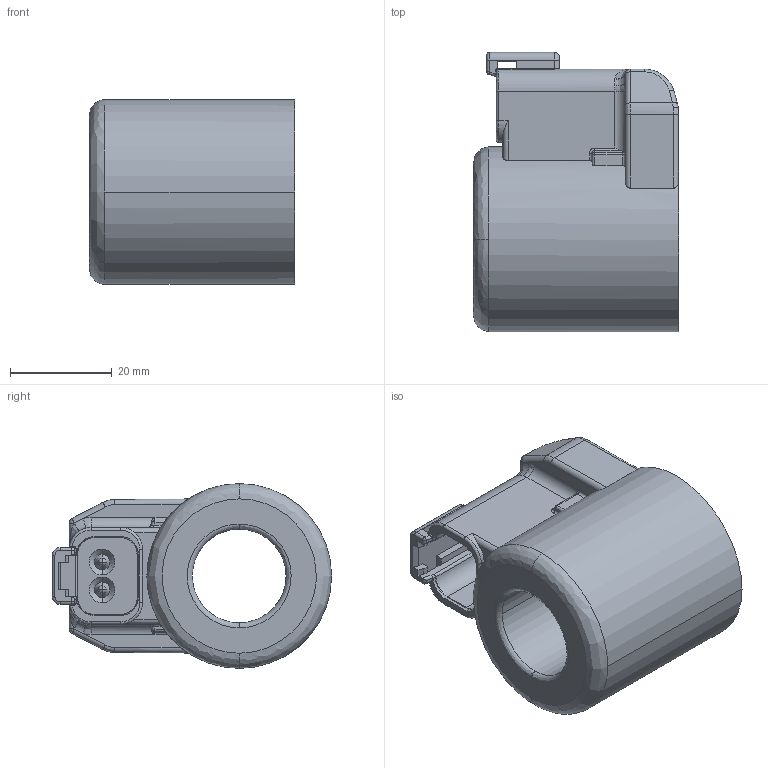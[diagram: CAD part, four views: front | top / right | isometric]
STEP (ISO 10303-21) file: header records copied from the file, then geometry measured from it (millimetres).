
FILE_DESCRIPTION (( 'STEP AP214' ), '1' );
FILE_NAME ('Magnetspule_36-40_Deutsch-Stecker.STEP', '2016-07-18T06:35:38', ( '' ), ( '' ), 'SwSTEP 2.0', 'SolidWorks 2014', '' );
FILE_SCHEMA (( 'AUTOMOTIVE_DESIGN' ));
Length unit declared in the file: millimetre
Products named in the file (1): Magnetspule_36-40_Deutsch-Stecker
Bounding box: 40.3 x 54.85 x 36.3 mm (x, y, z)
Volume: 40394.1 mm3; surface area: 11640.8 mm2
Topology: 1 solids, 1 shells, 222 faces, 546 edges, 316 vertices
Faces by surface type: cylinder 77, bspline 76, plane 61, cone 8
Entity records: 11685 total; most frequent: CARTESIAN_POINT 4597, ORIENTED_EDGE 1068, DIRECTION 823, EDGE_CURVE 534, VERTEX_POINT 316, AXIS2_PLACEMENT_3D 297, EDGE_LOOP 230, LINE 229
